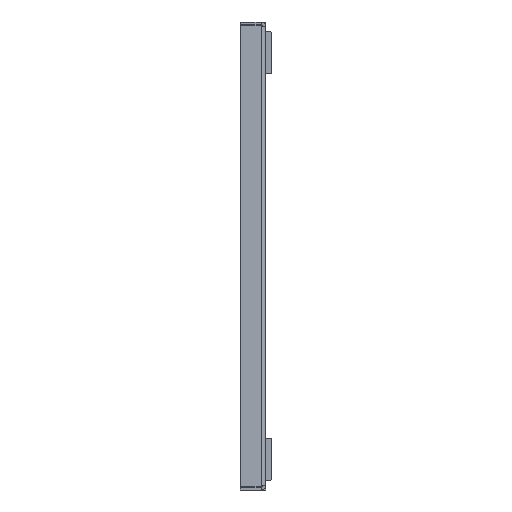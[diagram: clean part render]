
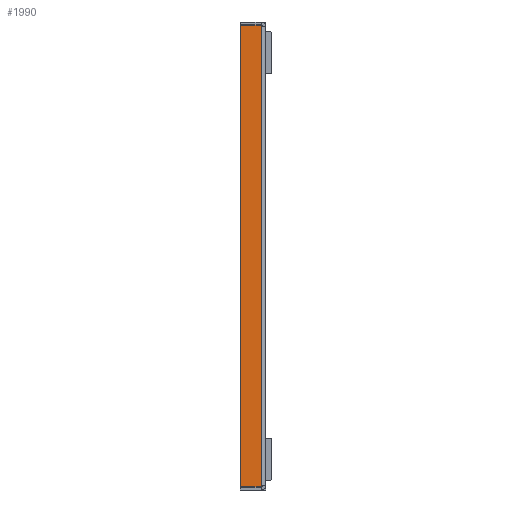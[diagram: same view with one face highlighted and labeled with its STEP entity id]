
A CAD part, left-side view. The second image highlights one B-rep face of the part: STEP entity #1990.
In plain terms, the highlighted face is planar.
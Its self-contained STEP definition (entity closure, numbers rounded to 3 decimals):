
#458=DIRECTION('',(0.,0.,-1.));
#459=VECTOR('',#458,308.);
#460=CARTESIAN_POINT('',(157.,3.,154.));
#461=LINE('',#460,#459);
#466=DIRECTION('',(0.,0.,1.));
#467=VECTOR('',#466,0.95);
#468=CARTESIAN_POINT('',(157.,3.,154.));
#469=LINE('',#468,#467);
#470=DIRECTION('',(0.,1.,0.));
#471=VECTOR('',#470,14.);
#472=CARTESIAN_POINT('',(157.,3.,154.95));
#473=LINE('',#472,#471);
#482=DIRECTION('',(0.,0.,1.));
#483=VECTOR('',#482,309.9);
#484=CARTESIAN_POINT('',(157.,17.,-154.95));
#485=LINE('',#484,#483);
#1428=DIRECTION('',(0.,0.,-1.));
#1429=VECTOR('',#1428,0.95);
#1430=CARTESIAN_POINT('',(157.,3.,-154.));
#1431=LINE('',#1430,#1429);
#1436=DIRECTION('',(0.,1.,0.));
#1437=VECTOR('',#1436,14.);
#1438=CARTESIAN_POINT('',(157.,3.,-154.95));
#1439=LINE('',#1438,#1437);
#1628=CARTESIAN_POINT('',(157.,3.,-154.));
#1629=VERTEX_POINT('',#1628);
#1632=CARTESIAN_POINT('',(157.,3.,154.));
#1633=VERTEX_POINT('',#1632);
#1634=CARTESIAN_POINT('',(157.,17.,-154.95));
#1635=CARTESIAN_POINT('',(157.,17.,154.95));
#1636=VERTEX_POINT('',#1634);
#1637=VERTEX_POINT('',#1635);
#1638=CARTESIAN_POINT('',(157.,3.,-154.95));
#1639=VERTEX_POINT('',#1638);
#1640=CARTESIAN_POINT('',(157.,3.,154.95));
#1641=VERTEX_POINT('',#1640);
#1972=CARTESIAN_POINT('',(157.,0.,-117.41));
#1973=DIRECTION('',(-1.,0.,0.));
#1974=DIRECTION('',(0.,0.,1.));
#1975=AXIS2_PLACEMENT_3D('',#1972,#1973,#1974);
#1976=PLANE('',#1975);
#1978=ORIENTED_EDGE('',*,*,#1977,.F.);
#1980=ORIENTED_EDGE('',*,*,#1979,.F.);
#1982=ORIENTED_EDGE('',*,*,#1981,.F.);
#1983=ORIENTED_EDGE('',*,*,#1963,.F.);
#1985=ORIENTED_EDGE('',*,*,#1984,.T.);
#1987=ORIENTED_EDGE('',*,*,#1986,.T.);
#1988=EDGE_LOOP('',(#1978,#1980,#1982,#1983,#1985,#1987));
#1989=FACE_OUTER_BOUND('',#1988,.F.);
#1963=EDGE_CURVE('',#1633,#1629,#461,.T.);
#1977=EDGE_CURVE('',#1636,#1637,#485,.T.);
#1979=EDGE_CURVE('',#1639,#1636,#1439,.T.);
#1981=EDGE_CURVE('',#1629,#1639,#1431,.T.);
#1984=EDGE_CURVE('',#1633,#1641,#469,.T.);
#1986=EDGE_CURVE('',#1641,#1637,#473,.T.);
#1990=ADVANCED_FACE('',(#1989),#1976,.F.);
